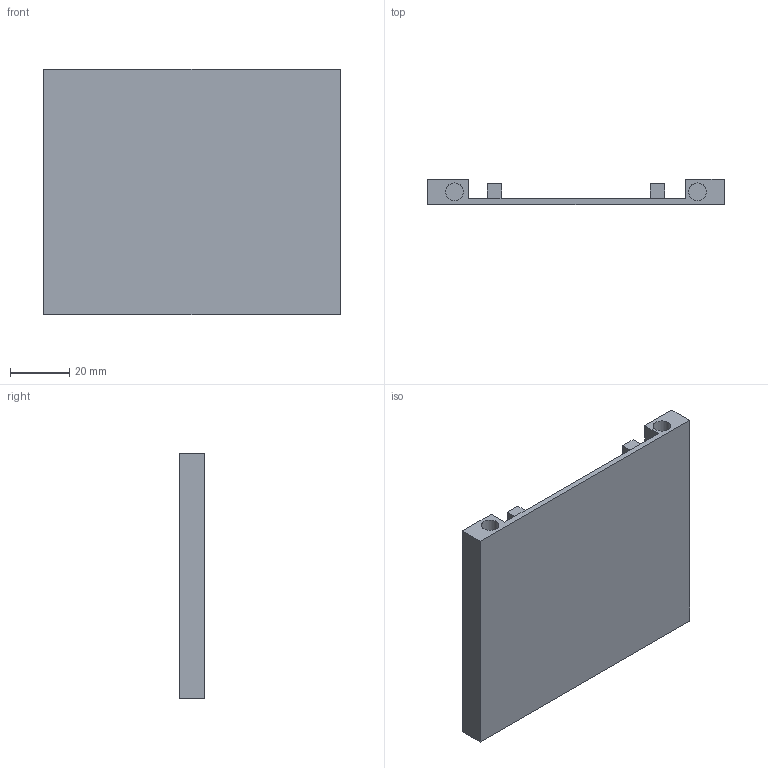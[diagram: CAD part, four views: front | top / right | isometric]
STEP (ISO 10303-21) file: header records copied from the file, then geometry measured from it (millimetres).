
FILE_DESCRIPTION(('STEP AP203'), '1');
FILE_NAME('櫻蠉錪1', '', ('UNSPECIFIED'), ('UNSPECIFIED'), 'C3D Converter', 'C3D Toolkit', '');
FILE_SCHEMA(('CONFIG_CONTROL_DESIGN'));
Length unit declared in the file: millimetre
Bounding box: 100 x 8.5 x 83 mm (x, y, z)
Volume: 22355.7 mm3; surface area: 21576.7 mm2
Topology: 1 solids, 1 shells, 56 faces, 132 edges, 88 vertices
Faces by surface type: plane 52, cylinder 4
Full cylindrical faces by diameter (mm): 6 x4
Entity records: 1604 total; most frequent: CARTESIAN_POINT 273, ORIENTED_EDGE 256, DIRECTION 250, EDGE_CURVE 128, LINE 120, VECTOR 120, VERTEX_POINT 88, EDGE_LOOP 70
